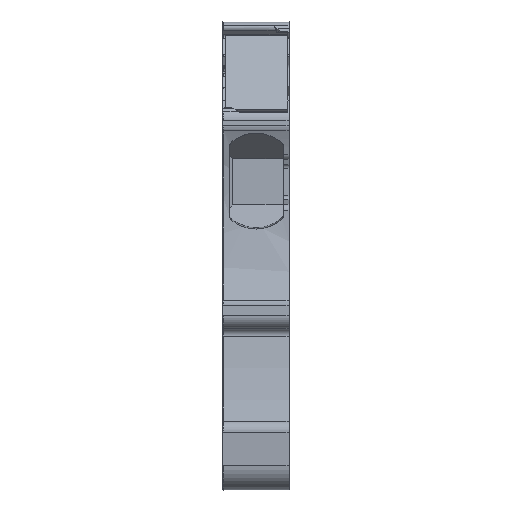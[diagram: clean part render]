
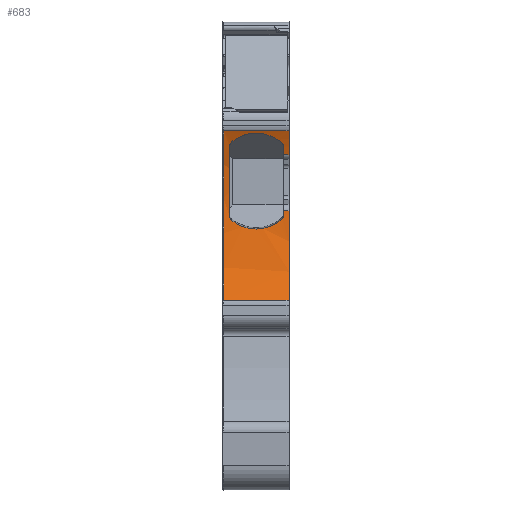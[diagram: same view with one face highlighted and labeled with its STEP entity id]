
A CAD part, front view. The second image highlights one B-rep face of the part: STEP entity #683.
In plain terms, the highlighted cylindrical face has radius 15.888 mm (diameter 31.775 mm), a partial arc.
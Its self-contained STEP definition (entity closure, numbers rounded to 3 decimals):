
#330=AXIS2_PLACEMENT_3D('Circle Axis2P3D',#328,#329,$) ;
#510=AXIS2_PLACEMENT_3D('Circle Axis2P3D',#508,#509,$) ;
#522=AXIS2_PLACEMENT_3D('Circle Axis2P3D',#520,#521,$) ;
#615=AXIS2_PLACEMENT_3D('Cylinder Axis2P3D',#612,#613,#614) ;
#619=AXIS2_PLACEMENT_3D('Circle Axis2P3D',#617,#618,$) ;
#635=AXIS2_PLACEMENT_3D('Circle Axis2P3D',#633,#634,$) ;
#654=AXIS2_PLACEMENT_3D('Circle Axis2P3D',#652,#653,$) ;
#318=CARTESIAN_POINT('Vertex',(0.5,3.03,21.206)) ;
#325=CARTESIAN_POINT('Vertex',(0.5,2.109,26.519)) ;
#328=CARTESIAN_POINT('Axis2P3D Location',(0.5,-12.858,21.189)) ;
#348=CARTESIAN_POINT('Control Point',(0.689,3.026,20.814)) ;
#349=CARTESIAN_POINT('Control Point',(0.571,3.028,20.908)) ;
#350=CARTESIAN_POINT('Control Point',(0.5,3.03,21.056)) ;
#351=CARTESIAN_POINT('Control Point',(0.5,3.03,21.206)) ;
#352=CARTESIAN_POINT('Vertex',(0.689,3.026,20.814)) ;
#380=CARTESIAN_POINT('Vertex',(2.558,2.997,20.16)) ;
#384=CARTESIAN_POINT('Control Point',(0.689,3.026,20.814)) ;
#385=CARTESIAN_POINT('Control Point',(1.083,3.018,20.5)) ;
#386=CARTESIAN_POINT('Control Point',(1.548,3.004,20.274)) ;
#387=CARTESIAN_POINT('Control Point',(2.053,2.997,20.16)) ;
#388=CARTESIAN_POINT('Control Point',(2.558,2.997,20.16)) ;
#407=CARTESIAN_POINT('Control Point',(2.558,2.997,20.16)) ;
#408=CARTESIAN_POINT('Control Point',(3.095,2.997,20.16)) ;
#409=CARTESIAN_POINT('Control Point',(3.633,3.005,20.289)) ;
#410=CARTESIAN_POINT('Control Point',(4.123,3.021,20.546)) ;
#411=CARTESIAN_POINT('Control Point',(4.528,3.027,20.899)) ;
#412=CARTESIAN_POINT('Vertex',(4.528,3.027,20.899)) ;
#433=CARTESIAN_POINT('Control Point',(4.528,3.027,20.899)) ;
#434=CARTESIAN_POINT('Control Point',(4.636,3.029,20.993)) ;
#435=CARTESIAN_POINT('Control Point',(4.7,3.031,21.134)) ;
#436=CARTESIAN_POINT('Control Point',(4.7,3.03,21.276)) ;
#437=CARTESIAN_POINT('Vertex',(4.7,3.03,21.276)) ;
#463=CARTESIAN_POINT('Vertex',(4.7,3.026,21.559)) ;
#505=CARTESIAN_POINT('Vertex',(4.7,2.319,25.89)) ;
#508=CARTESIAN_POINT('Axis2P3D Location',(4.7,-12.858,21.189)) ;
#512=CARTESIAN_POINT('Vertex',(4.7,2.134,26.449)) ;
#520=CARTESIAN_POINT('Axis2P3D Location',(4.7,-12.858,21.189)) ;
#548=CARTESIAN_POINT('Control Point',(4.528,1.996,26.826)) ;
#549=CARTESIAN_POINT('Control Point',(4.638,2.033,26.73)) ;
#550=CARTESIAN_POINT('Control Point',(4.7,2.085,26.59)) ;
#551=CARTESIAN_POINT('Control Point',(4.7,2.134,26.449)) ;
#552=CARTESIAN_POINT('Vertex',(4.528,1.996,26.826)) ;
#573=CARTESIAN_POINT('Control Point',(0.688,1.964,26.911)) ;
#574=CARTESIAN_POINT('Control Point',(1.33,1.767,27.422)) ;
#575=CARTESIAN_POINT('Control Point',(2.154,1.619,27.729)) ;
#576=CARTESIAN_POINT('Control Point',(3.106,1.631,27.705)) ;
#577=CARTESIAN_POINT('Control Point',(3.911,1.792,27.364)) ;
#578=CARTESIAN_POINT('Control Point',(4.528,1.996,26.826)) ;
#579=CARTESIAN_POINT('Vertex',(0.688,1.964,26.911)) ;
#600=CARTESIAN_POINT('Control Point',(0.688,1.964,26.911)) ;
#601=CARTESIAN_POINT('Control Point',(0.569,2.001,26.815)) ;
#602=CARTESIAN_POINT('Control Point',(0.5,2.056,26.668)) ;
#603=CARTESIAN_POINT('Control Point',(0.5,2.109,26.519)) ;
#612=CARTESIAN_POINT('Axis2P3D Location',(2.55,-12.858,21.189)) ;
#617=CARTESIAN_POINT('Axis2P3D Location',(0.05,-12.858,21.189)) ;
#621=CARTESIAN_POINT('Vertex',(0.05,1.619,27.735)) ;
#623=CARTESIAN_POINT('Vertex',(0.05,1.619,14.643)) ;
#626=CARTESIAN_POINT('Line Origine',(2.55,1.619,14.643)) ;
#630=CARTESIAN_POINT('Vertex',(5.1,1.619,14.643)) ;
#633=CARTESIAN_POINT('Axis2P3D Location',(5.1,-12.858,21.189)) ;
#637=CARTESIAN_POINT('Vertex',(5.1,3.026,21.559)) ;
#640=CARTESIAN_POINT('Line Origine',(2.55,3.026,21.559)) ;
#645=CARTESIAN_POINT('Line Origine',(2.55,2.319,25.89)) ;
#649=CARTESIAN_POINT('Vertex',(5.1,2.319,25.89)) ;
#652=CARTESIAN_POINT('Axis2P3D Location',(5.1,-12.858,21.189)) ;
#656=CARTESIAN_POINT('Vertex',(5.1,1.619,27.735)) ;
#659=CARTESIAN_POINT('Line Origine',(2.55,1.619,27.735)) ;
#329=DIRECTION('Axis2P3D Direction',(1.,0.,0.)) ;
#509=DIRECTION('Axis2P3D Direction',(1.,0.,0.)) ;
#521=DIRECTION('Axis2P3D Direction',(1.,0.,0.)) ;
#613=DIRECTION('Axis2P3D Direction',(1.,0.,0.)) ;
#614=DIRECTION('Axis2P3D XDirection',(0.,0.911,-0.412)) ;
#618=DIRECTION('Axis2P3D Direction',(1.,0.,0.)) ;
#627=DIRECTION('Vector Direction',(1.,0.,0.)) ;
#634=DIRECTION('Axis2P3D Direction',(1.,0.,0.)) ;
#641=DIRECTION('Vector Direction',(1.,0.,0.)) ;
#646=DIRECTION('Vector Direction',(1.,0.,0.)) ;
#653=DIRECTION('Axis2P3D Direction',(1.,0.,0.)) ;
#660=DIRECTION('Vector Direction',(1.,0.,0.)) ;
#628=VECTOR('Line Direction',#627,1.) ;
#642=VECTOR('Line Direction',#641,1.) ;
#647=VECTOR('Line Direction',#646,1.) ;
#661=VECTOR('Line Direction',#660,1.) ;
#665=ORIENTED_EDGE('',*,*,#625,.T.) ;
#666=ORIENTED_EDGE('',*,*,#632,.T.) ;
#667=ORIENTED_EDGE('',*,*,#639,.T.) ;
#668=ORIENTED_EDGE('',*,*,#644,.F.) ;
#669=ORIENTED_EDGE('',*,*,#524,.F.) ;
#670=ORIENTED_EDGE('',*,*,#439,.F.) ;
#671=ORIENTED_EDGE('',*,*,#414,.F.) ;
#672=ORIENTED_EDGE('',*,*,#389,.F.) ;
#673=ORIENTED_EDGE('',*,*,#354,.T.) ;
#674=ORIENTED_EDGE('',*,*,#332,.T.) ;
#675=ORIENTED_EDGE('',*,*,#604,.F.) ;
#676=ORIENTED_EDGE('',*,*,#581,.T.) ;
#677=ORIENTED_EDGE('',*,*,#554,.T.) ;
#678=ORIENTED_EDGE('',*,*,#514,.F.) ;
#679=ORIENTED_EDGE('',*,*,#651,.T.) ;
#680=ORIENTED_EDGE('',*,*,#658,.T.) ;
#681=ORIENTED_EDGE('',*,*,#663,.F.) ;
#683=ADVANCED_FACE('MLD\\MLD_AL2C_2-5',(#682),#616,.F.) ;
#347=B_SPLINE_CURVE_WITH_KNOTS('',3,(#348,#349,#350,#351),.UNSPECIFIED.,.F.,.U.,(4,4),(0.,0.646),.UNSPECIFIED.) ;
#383=B_SPLINE_CURVE_WITH_KNOTS('',4,(#384,#385,#386,#387,#388),.UNSPECIFIED.,.F.,.U.,(5,5),(0.,2.89),.UNSPECIFIED.) ;
#406=B_SPLINE_CURVE_WITH_KNOTS('',4,(#407,#408,#409,#410,#411),.UNSPECIFIED.,.F.,.U.,(5,5),(0.,3.085),.UNSPECIFIED.) ;
#432=B_SPLINE_CURVE_WITH_KNOTS('',3,(#433,#434,#435,#436),.UNSPECIFIED.,.F.,.U.,(4,4),(0.,0.613),.UNSPECIFIED.) ;
#547=B_SPLINE_CURVE_WITH_KNOTS('',3,(#548,#549,#550,#551),.UNSPECIFIED.,.F.,.U.,(4,4),(0.,0.643),.UNSPECIFIED.) ;
#572=B_SPLINE_CURVE_WITH_KNOTS('',5,(#573,#574,#575,#576,#577,#578),.UNSPECIFIED.,.F.,.U.,(6,6),(0.,6.113),.UNSPECIFIED.) ;
#599=B_SPLINE_CURVE_WITH_KNOTS('',3,(#600,#601,#602,#603),.UNSPECIFIED.,.F.,.U.,(4,4),(0.,0.678),.UNSPECIFIED.) ;
#331=CIRCLE('generated circle',#330,15.888) ;
#511=CIRCLE('generated circle',#510,15.888) ;
#523=CIRCLE('generated circle',#522,15.888) ;
#620=CIRCLE('generated circle',#619,15.888) ;
#636=CIRCLE('generated circle',#635,15.888) ;
#655=CIRCLE('generated circle',#654,15.888) ;
#616=CYLINDRICAL_SURFACE('generated cylinder',#615,15.888) ;
#332=EDGE_CURVE('',#319,#326,#331,.T.) ;
#354=EDGE_CURVE('',#353,#319,#347,.T.) ;
#389=EDGE_CURVE('',#353,#381,#383,.T.) ;
#414=EDGE_CURVE('',#381,#413,#406,.T.) ;
#439=EDGE_CURVE('',#413,#438,#432,.T.) ;
#514=EDGE_CURVE('',#506,#513,#511,.T.) ;
#524=EDGE_CURVE('',#438,#464,#523,.T.) ;
#554=EDGE_CURVE('',#553,#513,#547,.T.) ;
#581=EDGE_CURVE('',#580,#553,#572,.T.) ;
#604=EDGE_CURVE('',#580,#326,#599,.T.) ;
#625=EDGE_CURVE('',#622,#624,#620,.F.) ;
#632=EDGE_CURVE('',#624,#631,#629,.T.) ;
#639=EDGE_CURVE('',#631,#638,#636,.T.) ;
#644=EDGE_CURVE('',#464,#638,#643,.T.) ;
#651=EDGE_CURVE('',#506,#650,#648,.T.) ;
#658=EDGE_CURVE('',#650,#657,#655,.T.) ;
#663=EDGE_CURVE('',#622,#657,#662,.T.) ;
#664=EDGE_LOOP('',(#665,#666,#667,#668,#669,#670,#671,#672,#673,#674,#675,#676,#677,#678,#679,#680,#681)) ;
#682=FACE_OUTER_BOUND('',#664,.T.) ;
#629=LINE('Line',#626,#628) ;
#643=LINE('Line',#640,#642) ;
#648=LINE('Line',#645,#647) ;
#662=LINE('Line',#659,#661) ;
#319=VERTEX_POINT('',#318) ;
#326=VERTEX_POINT('',#325) ;
#353=VERTEX_POINT('',#352) ;
#381=VERTEX_POINT('',#380) ;
#413=VERTEX_POINT('',#412) ;
#438=VERTEX_POINT('',#437) ;
#464=VERTEX_POINT('',#463) ;
#506=VERTEX_POINT('',#505) ;
#513=VERTEX_POINT('',#512) ;
#553=VERTEX_POINT('',#552) ;
#580=VERTEX_POINT('',#579) ;
#622=VERTEX_POINT('',#621) ;
#624=VERTEX_POINT('',#623) ;
#631=VERTEX_POINT('',#630) ;
#638=VERTEX_POINT('',#637) ;
#650=VERTEX_POINT('',#649) ;
#657=VERTEX_POINT('',#656) ;
